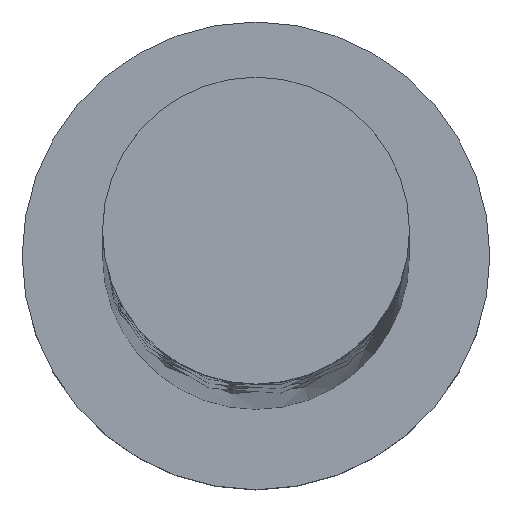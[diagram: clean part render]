
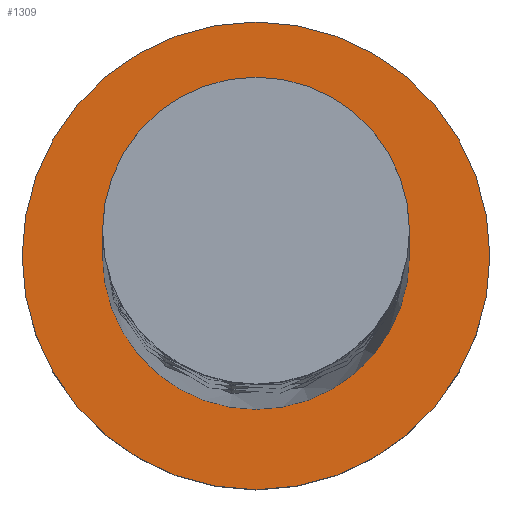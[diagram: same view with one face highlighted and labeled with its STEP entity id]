
A CAD part, top view. The second image highlights one B-rep face of the part: STEP entity #1309.
In plain terms, the highlighted planar face has unit normal (0, 0, 1).
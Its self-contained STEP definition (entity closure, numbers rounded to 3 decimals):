
#89 = EDGE_LOOP ( 'NONE', ( #596, #1358 ) ) ;
#118 = AXIS2_PLACEMENT_3D ( 'NONE', #988, #1658, #1957 ) ;
#258 = CARTESIAN_POINT ( 'NONE',  ( 0., 0., 5. ) ) ;
#341 = DIRECTION ( 'NONE',  ( 1., 0., 0. ) ) ;
#361 = AXIS2_PLACEMENT_3D ( 'NONE', #258, #1513, #1523 ) ;
#552 = EDGE_LOOP ( 'NONE', ( #1996, #786 ) ) ;
#558 = CARTESIAN_POINT ( 'NONE',  ( 5.25, 0., 5. ) ) ;
#589 = AXIS2_PLACEMENT_3D ( 'NONE', #1263, #1713, #622 ) ;
#596 = ORIENTED_EDGE ( 'NONE', *, *, #1369, .T. ) ;
#622 = DIRECTION ( 'NONE',  ( 1., 0., 0. ) ) ;
#705 = CARTESIAN_POINT ( 'NONE',  ( 8., 0., 5. ) ) ;
#786 = ORIENTED_EDGE ( 'NONE', *, *, #1630, .F. ) ;
#851 = DIRECTION ( 'NONE',  ( 1., 0., 0. ) ) ;
#870 = PLANE ( 'NONE',  #361 ) ;
#891 = FACE_BOUND ( 'NONE', #552, .T. ) ;
#948 = CARTESIAN_POINT ( 'NONE',  ( -5.25, 0., 5. ) ) ;
#988 = CARTESIAN_POINT ( 'NONE',  ( 0., 0., 5. ) ) ;
#1057 = AXIS2_PLACEMENT_3D ( 'NONE', #1778, #1669, #851 ) ;
#1087 = CIRCLE ( 'NONE', #589, 8. ) ;
#1101 = CARTESIAN_POINT ( 'NONE',  ( 0., 0., 5. ) ) ;
#1118 = EDGE_CURVE ( 'NONE', #1405, #1493, #1087, .T. ) ;
#1211 = FACE_OUTER_BOUND ( 'NONE', #89, .T. ) ;
#1263 = CARTESIAN_POINT ( 'NONE',  ( 0., 0., 5. ) ) ;
#1269 = VERTEX_POINT ( 'NONE', #558 ) ;
#1295 = CARTESIAN_POINT ( 'NONE',  ( -8., 0., 5. ) ) ;
#1309 = ADVANCED_FACE ( 'NONE', ( #891, #1211 ), #870, .T. ) ;
#1358 = ORIENTED_EDGE ( 'NONE', *, *, #1118, .T. ) ;
#1369 = EDGE_CURVE ( 'NONE', #1493, #1405, #1767, .T. ) ;
#1371 = AXIS2_PLACEMENT_3D ( 'NONE', #1101, #1460, #341 ) ;
#1405 = VERTEX_POINT ( 'NONE', #705 ) ;
#1460 = DIRECTION ( 'NONE',  ( 0., 0., 1. ) ) ;
#1493 = VERTEX_POINT ( 'NONE', #1295 ) ;
#1513 = DIRECTION ( 'NONE',  ( 0., 0., 1. ) ) ;
#1523 = DIRECTION ( 'NONE',  ( 1., 0., 0. ) ) ;
#1593 = VERTEX_POINT ( 'NONE', #948 ) ;
#1630 = EDGE_CURVE ( 'NONE', #1269, #1593, #1843, .T. ) ;
#1658 = DIRECTION ( 'NONE',  ( 0., 0., 1. ) ) ;
#1669 = DIRECTION ( 'NONE',  ( 0., 0., 1. ) ) ;
#1713 = DIRECTION ( 'NONE',  ( 0., 0., 1. ) ) ;
#1767 = CIRCLE ( 'NONE', #118, 8. ) ;
#1769 = CIRCLE ( 'NONE', #1057, 5.25 ) ;
#1778 = CARTESIAN_POINT ( 'NONE',  ( 0., 0., 5. ) ) ;
#1843 = CIRCLE ( 'NONE', #1371, 5.25 ) ;
#1957 = DIRECTION ( 'NONE',  ( 1., 0., 0. ) ) ;
#1996 = ORIENTED_EDGE ( 'NONE', *, *, #2035, .F. ) ;
#2035 = EDGE_CURVE ( 'NONE', #1593, #1269, #1769, .T. ) ;
